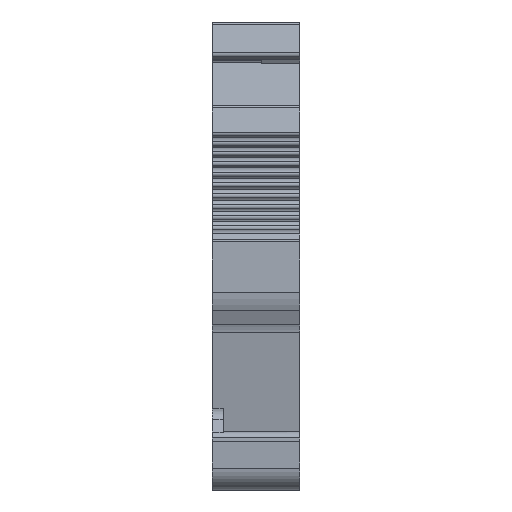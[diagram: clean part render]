
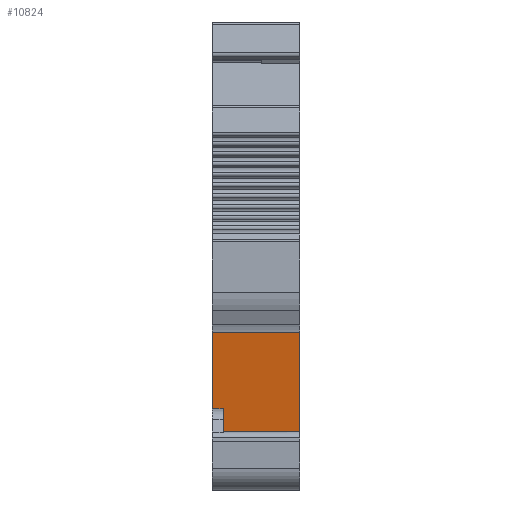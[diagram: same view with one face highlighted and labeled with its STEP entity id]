
A CAD part, left-side view. The second image highlights one B-rep face of the part: STEP entity #10824.
In plain terms, the highlighted planar face has unit normal (-0.986, 0, -0.168).
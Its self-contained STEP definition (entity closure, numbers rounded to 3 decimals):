
#1349=ORIENTED_EDGE('',*,*,#3293,.F.);
#1350=ORIENTED_EDGE('',*,*,#3287,.F.);
#1351=ORIENTED_EDGE('',*,*,#3556,.T.);
#1352=ORIENTED_EDGE('',*,*,#3557,.T.);
#1353=ORIENTED_EDGE('',*,*,#3558,.F.);
#1354=ORIENTED_EDGE('',*,*,#3189,.F.);
#3189=EDGE_CURVE('',#4394,#4395,#5104,.T.);
#3287=EDGE_CURVE('',#4488,#4489,#5155,.T.);
#3293=EDGE_CURVE('',#4489,#4394,#5157,.T.);
#3556=EDGE_CURVE('',#4488,#4651,#5350,.T.);
#3557=EDGE_CURVE('',#4651,#4652,#5351,.T.);
#3558=EDGE_CURVE('',#4395,#4652,#5352,.T.);
#4394=VERTEX_POINT('',#14416);
#4395=VERTEX_POINT('',#14418);
#4488=VERTEX_POINT('',#14616);
#4489=VERTEX_POINT('',#14617);
#4651=VERTEX_POINT('',#15206);
#4652=VERTEX_POINT('',#15210);
#5104=LINE('',#14417,#5876);
#5155=LINE('',#14615,#5927);
#5157=LINE('',#14627,#5929);
#5350=LINE('',#15207,#6122);
#5351=LINE('',#15209,#6123);
#5352=LINE('',#15211,#6124);
#5876=VECTOR('',#12096,1000.);
#5927=VECTOR('',#12255,1000.);
#5929=VECTOR('',#12267,1000.);
#6122=VECTOR('',#12784,1000.);
#6123=VECTOR('',#12787,1000.);
#6124=VECTOR('',#12788,1000.);
#6716=EDGE_LOOP('',(#1349,#1350,#1351,#1352,#1353,#1354));
#7153=FACE_BOUND('',#6716,.T.);
#7543=PLANE('',#11440);
#10824=ADVANCED_FACE('',(#7153),#7543,.F.);
#11440=AXIS2_PLACEMENT_3D('',#15208,#12785,#12786);
#12096=DIRECTION('',(-0.168,0.,0.986));
#12255=DIRECTION('',(-0.168,0.,0.986));
#12267=DIRECTION('',(0.,1.,0.));
#12784=DIRECTION('',(0.,-1.,0.));
#12785=DIRECTION('',(0.986,0.,0.168));
#12786=DIRECTION('',(0.168,0.,-0.986));
#12787=DIRECTION('',(-0.168,0.,0.986));
#12788=DIRECTION('',(0.,-1.,0.));
#14416=CARTESIAN_POINT('',(-28.65,4.3,-9.463));
#14417=CARTESIAN_POINT('',(-29.409,4.3,-5.01));
#14418=CARTESIAN_POINT('',(-29.844,4.3,-2.457));
#14615=CARTESIAN_POINT('',(-27.853,3.3,-14.144));
#14616=CARTESIAN_POINT('',(-27.853,3.3,-14.144));
#14617=CARTESIAN_POINT('',(-28.65,3.3,-9.463));
#14627=CARTESIAN_POINT('',(-28.65,3.3,-9.463));
#15206=CARTESIAN_POINT('',(-27.853,-3.7,-14.144));
#15207=CARTESIAN_POINT('',(-27.853,15.554,-14.144));
#15208=CARTESIAN_POINT('',(-27.853,15.554,-14.144));
#15209=CARTESIAN_POINT('',(-27.853,-3.7,-14.144));
#15210=CARTESIAN_POINT('',(-29.844,-3.7,-2.457));
#15211=CARTESIAN_POINT('',(-29.844,15.554,-2.457));
